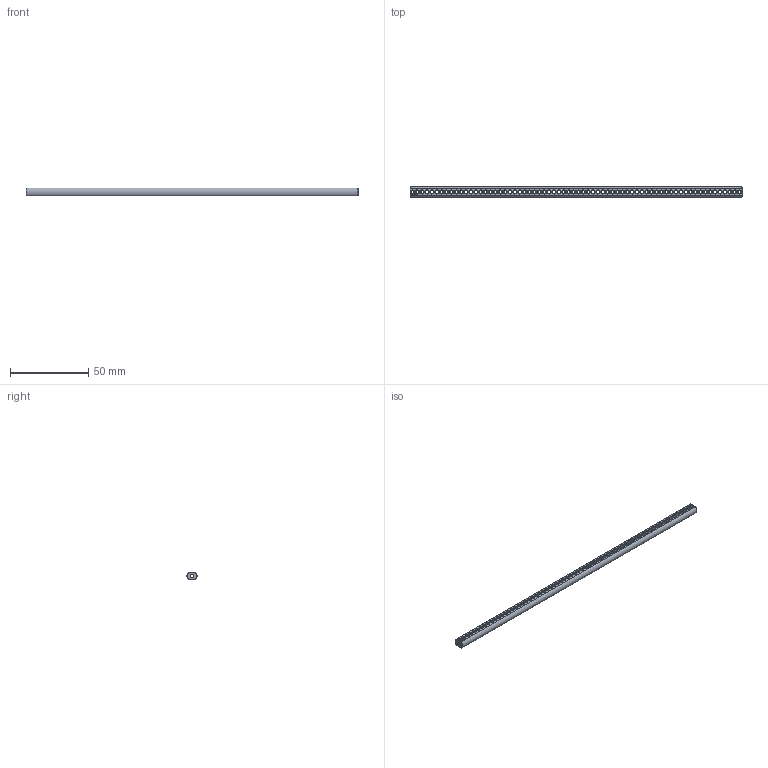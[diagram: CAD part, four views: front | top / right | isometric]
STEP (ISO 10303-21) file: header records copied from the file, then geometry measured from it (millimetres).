
FILE_DESCRIPTION(('FreeCAD Model'),'2;1');
FILE_NAME('Open CASCADE Shape Model','2024-06-18T14:54:41',(''),(''), 'Open CASCADE STEP processor 7.6','FreeCAD','Unknown');
FILE_SCHEMA(('AUTOMOTIVE_DESIGN { 1 0 10303 214 1 1 1 1 }'));
Length unit declared in the file: millimetre
Products named in the file (1): Shaft IDX BU17.00 - SPN-SFT-0188 (stemfie.org)
Bounding box: 212.5 x 6.6 x 5 mm (x, y, z)
Volume: 4850 mm3; surface area: 6110.5 mm2
Topology: 1 solids, 1 shells, 836 faces, 2543 edges, 1602 vertices
Faces by surface type: plane 313, cylinder 207, extrusion 176, cone 140
Full cylindrical faces by diameter (mm): 2 x205
Entity records: 29251 total; most frequent: CARTESIAN_POINT 6038, ORIENTED_EDGE 5086, DIRECTION 4531, EDGE_CURVE 2543, VERTEX_POINT 1602, VECTOR 1525, AXIS2_PLACEMENT_3D 1503, LINE 1349
